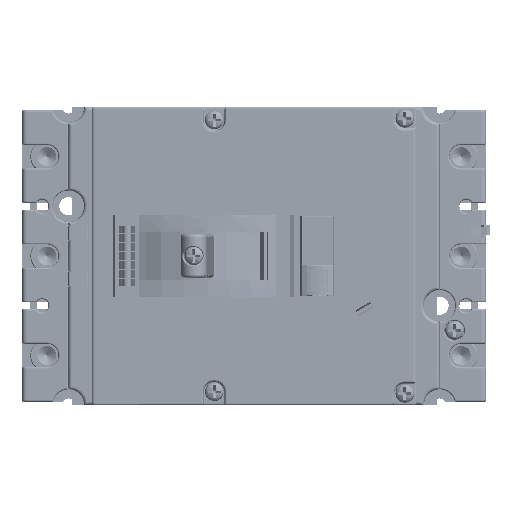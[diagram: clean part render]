
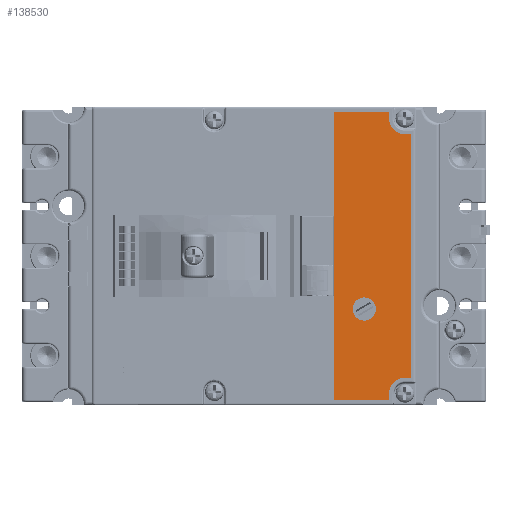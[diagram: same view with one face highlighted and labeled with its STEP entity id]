
A CAD part, left-side view. The second image highlights one B-rep face of the part: STEP entity #138530.
In plain terms, the highlighted planar face has unit normal (-1, 0, 0).
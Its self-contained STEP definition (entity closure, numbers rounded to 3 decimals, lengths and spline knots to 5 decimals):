
#32412=CARTESIAN_POINT('',(-0.0372,-0.04811,-0.0285));
#32413=DIRECTION('',(1.,0.,0.));
#32414=DIRECTION('',(0.,0.,1.));
#32415=AXIS2_PLACEMENT_3D('',#32412,#32413,#32414);
#32417=CARTESIAN_POINT('',(-0.0372,-0.04811,-0.0285));
#32418=DIRECTION('',(1.,0.,0.));
#32419=DIRECTION('',(0.,0.,-1.));
#32420=AXIS2_PLACEMENT_3D('',#32417,#32418,#32419);
#32422=DIRECTION('',(0.,-1.,0.));
#32423=VECTOR('',#32422,0.01645);
#32424=CARTESIAN_POINT('',(-0.0372,-0.03911,-0.056));
#32425=LINE('',#32424,#32423);
#32426=DIRECTION('',(0.,0.,-1.));
#32427=VECTOR('',#32426,0.087);
#32428=CARTESIAN_POINT('',(-0.0372,-0.03911,0.031));
#32429=LINE('',#32428,#32427);
#32430=DIRECTION('',(0.,1.,0.));
#32431=VECTOR('',#32430,0.01645);
#32432=CARTESIAN_POINT('',(-0.0372,-0.05556,0.031));
#32433=LINE('',#32432,#32431);
#32434=DIRECTION('',(0.,0.,1.));
#32435=VECTOR('',#32434,0.002);
#32436=CARTESIAN_POINT('',(-0.0372,-0.05556,0.029));
#32437=LINE('',#32436,#32435);
#32438=CARTESIAN_POINT('',(-0.0372,-0.06031,0.029));
#32439=DIRECTION('',(1.,0.,0.));
#32440=DIRECTION('',(0.,0.,-1.));
#32441=AXIS2_PLACEMENT_3D('',#32438,#32439,#32440);
#32443=DIRECTION('',(0.,1.,0.));
#32444=VECTOR('',#32443,0.002);
#32445=CARTESIAN_POINT('',(-0.0372,-0.06231,0.02425));
#32446=LINE('',#32445,#32444);
#32447=DIRECTION('',(0.,0.,1.));
#32448=VECTOR('',#32447,0.0735);
#32449=CARTESIAN_POINT('',(-0.0372,-0.06231,-0.04925));
#32450=LINE('',#32449,#32448);
#32451=DIRECTION('',(0.,-1.,0.));
#32452=VECTOR('',#32451,0.002);
#32453=CARTESIAN_POINT('',(-0.0372,-0.06031,-0.04925));
#32454=LINE('',#32453,#32452);
#32455=CARTESIAN_POINT('',(-0.0372,-0.06031,-0.054));
#32456=DIRECTION('',(1.,0.,0.));
#32457=DIRECTION('',(0.,1.,0.));
#32458=AXIS2_PLACEMENT_3D('',#32455,#32456,#32457);
#32460=DIRECTION('',(0.,0.,1.));
#32461=VECTOR('',#32460,0.002);
#32462=CARTESIAN_POINT('',(-0.0372,-0.05556,-0.056));
#32463=LINE('',#32462,#32461);
#94203=CARTESIAN_POINT('',(-0.0372,-0.03911,0.031));
#94204=VERTEX_POINT('',#94203);
#94205=CARTESIAN_POINT('',(-0.0372,-0.03911,-0.056));
#94206=VERTEX_POINT('',#94205);
#94207=CARTESIAN_POINT('',(-0.0372,-0.05556,0.031));
#94208=VERTEX_POINT('',#94207);
#94209=CARTESIAN_POINT('',(-0.0372,-0.05556,0.029));
#94210=VERTEX_POINT('',#94209);
#94211=CARTESIAN_POINT('',(-0.0372,-0.06031,0.02425));
#94212=VERTEX_POINT('',#94211);
#94213=CARTESIAN_POINT('',(-0.0372,-0.06231,0.02425));
#94214=VERTEX_POINT('',#94213);
#94215=CARTESIAN_POINT('',(-0.0372,-0.06231,-0.04925));
#94216=VERTEX_POINT('',#94215);
#94217=CARTESIAN_POINT('',(-0.0372,-0.06031,-0.04925));
#94218=VERTEX_POINT('',#94217);
#94219=CARTESIAN_POINT('',(-0.0372,-0.05556,-0.054));
#94220=VERTEX_POINT('',#94219);
#94221=CARTESIAN_POINT('',(-0.0372,-0.05556,-0.056));
#94222=VERTEX_POINT('',#94221);
#94223=CARTESIAN_POINT('',(-0.0372,-0.04811,-0.032));
#94224=CARTESIAN_POINT('',(-0.0372,-0.04811,-0.025));
#94225=VERTEX_POINT('',#94223);
#94226=VERTEX_POINT('',#94224);
#138507=CARTESIAN_POINT('',(-0.0372,0.00069,0.0325));
#138508=DIRECTION('',(-1.,0.,0.));
#138509=DIRECTION('',(0.,0.,1.));
#138510=AXIS2_PLACEMENT_3D('',#138507,#138508,#138509);
#138511=PLANE('',#138510);
#138512=ORIENTED_EDGE('',*,*,#138495,.F.);
#138513=ORIENTED_EDGE('',*,*,#138304,.F.);
#138514=ORIENTED_EDGE('',*,*,#138328,.F.);
#138515=ORIENTED_EDGE('',*,*,#138349,.F.);
#138516=ORIENTED_EDGE('',*,*,#138370,.F.);
#138517=ORIENTED_EDGE('',*,*,#138391,.F.);
#138518=ORIENTED_EDGE('',*,*,#138412,.F.);
#138519=ORIENTED_EDGE('',*,*,#138433,.F.);
#138520=ORIENTED_EDGE('',*,*,#138454,.F.);
#138521=ORIENTED_EDGE('',*,*,#138475,.F.);
#138522=EDGE_LOOP('',(#138512,#138513,#138514,#138515,#138516,#138517,#138518,
#138519,#138520,#138521));
#138523=FACE_OUTER_BOUND('',#138522,.F.);
#138525=ORIENTED_EDGE('',*,*,#138524,.F.);
#138527=ORIENTED_EDGE('',*,*,#138526,.F.);
#138528=EDGE_LOOP('',(#138525,#138527));
#138529=FACE_BOUND('',#138528,.F.);
#138530=ADVANCED_FACE('',(#138523,#138529),#138511,.T.);
#32416=CIRCLE('',#32415,0.0035);
#32421=CIRCLE('',#32420,0.0035);
#32442=CIRCLE('',#32441,0.00475);
#32459=CIRCLE('',#32458,0.00475);
#138304=EDGE_CURVE('',#94204,#94206,#32429,.T.);
#138328=EDGE_CURVE('',#94208,#94204,#32433,.T.);
#138349=EDGE_CURVE('',#94210,#94208,#32437,.T.);
#138370=EDGE_CURVE('',#94212,#94210,#32442,.T.);
#138391=EDGE_CURVE('',#94214,#94212,#32446,.T.);
#138412=EDGE_CURVE('',#94216,#94214,#32450,.T.);
#138433=EDGE_CURVE('',#94218,#94216,#32454,.T.);
#138454=EDGE_CURVE('',#94220,#94218,#32459,.T.);
#138475=EDGE_CURVE('',#94222,#94220,#32463,.T.);
#138495=EDGE_CURVE('',#94206,#94222,#32425,.T.);
#138524=EDGE_CURVE('',#94226,#94225,#32416,.T.);
#138526=EDGE_CURVE('',#94225,#94226,#32421,.T.);
